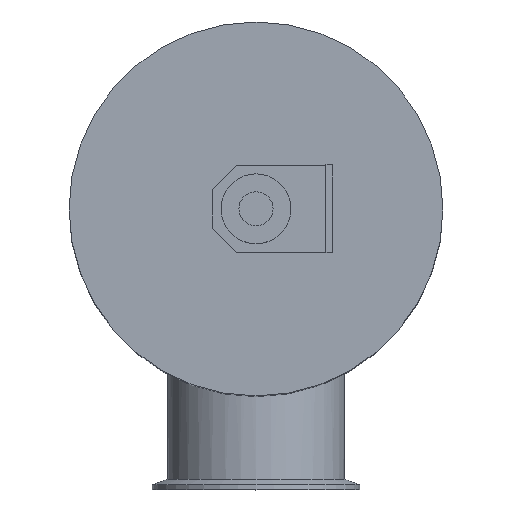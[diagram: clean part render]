
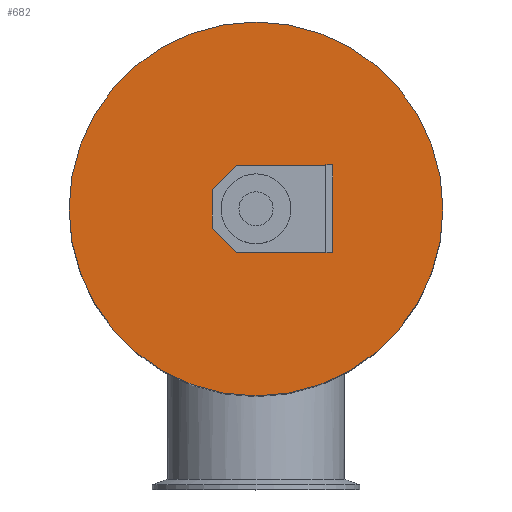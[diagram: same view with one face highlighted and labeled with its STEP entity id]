
A CAD part, top view. The second image highlights one B-rep face of the part: STEP entity #682.
In plain terms, the highlighted planar face has unit normal (0, 0, 1).
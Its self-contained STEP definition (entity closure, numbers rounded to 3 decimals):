
#172=FACE_OUTER_BOUND('',#227,.T.);
#227=EDGE_LOOP('',(#484));
#288=CIRCLE('',#807,107.);
#327=VERTEX_POINT('',#1144);
#387=EDGE_CURVE('',#327,#327,#288,.T.);
#484=ORIENTED_EDGE('',*,*,#387,.F.);
#653=PLANE('',#806);
#682=ADVANCED_FACE('',(#172),#653,.T.);
#806=AXIS2_PLACEMENT_3D('',#1143,#921,#922);
#807=AXIS2_PLACEMENT_3D('',#1145,#923,#924);
#921=DIRECTION('center_axis',(0.,0.,1.));
#922=DIRECTION('ref_axis',(1.,0.,0.));
#923=DIRECTION('center_axis',(0.,0.,-1.));
#924=DIRECTION('ref_axis',(-1.,0.,0.));
#1143=CARTESIAN_POINT('Origin',(-53.5,0.,412.8));
#1144=CARTESIAN_POINT('',(107.,0.,412.8));
#1145=CARTESIAN_POINT('Origin',(0.,0.,412.8));
